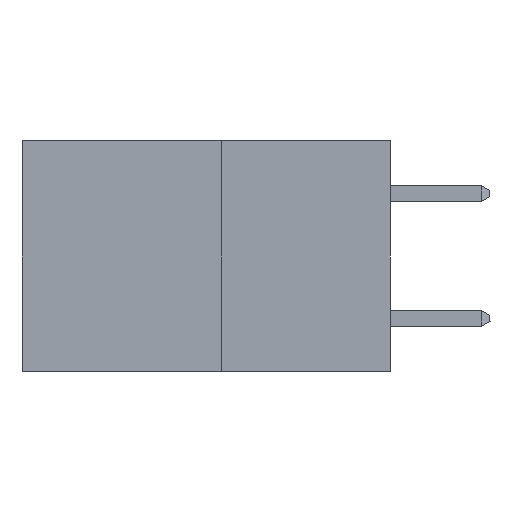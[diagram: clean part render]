
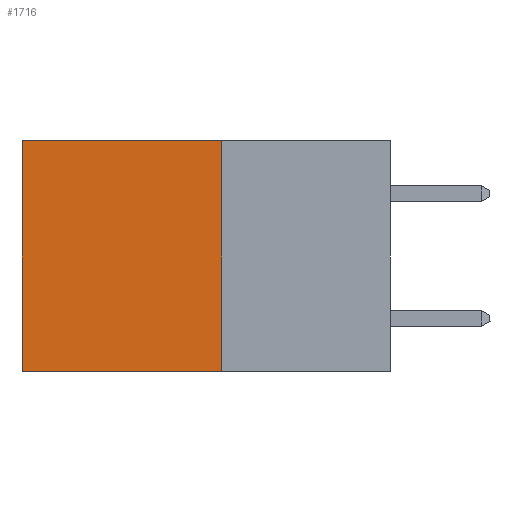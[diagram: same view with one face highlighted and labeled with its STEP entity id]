
A CAD part, left-side view. The second image highlights one B-rep face of the part: STEP entity #1716.
In plain terms, the highlighted planar face has unit normal (-1, 0, 0).
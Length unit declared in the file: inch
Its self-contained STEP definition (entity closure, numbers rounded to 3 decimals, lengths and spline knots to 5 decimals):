
#389 = VERTEX_POINT ( 'NONE', #19981 ) ;
#782 = PLANE ( 'NONE',  #33255 ) ;
#1716 = ADVANCED_FACE ( 'NONE', ( #23837 ), #782, .F. ) ;
#2385 = VERTEX_POINT ( 'NONE', #11794 ) ;
#4672 = CARTESIAN_POINT ( 'NONE',  ( 0.277, 0.59, -0.37 ) ) ;
#4800 = VERTEX_POINT ( 'NONE', #10673 ) ;
#7954 = EDGE_CURVE ( 'NONE', #2385, #4800, #24681, .T. ) ;
#8283 = DIRECTION ( 'NONE',  ( 0., 1., 0. ) ) ;
#8359 = CARTESIAN_POINT ( 'NONE',  ( 0.277, 0.27, 0. ) ) ;
#9748 = EDGE_CURVE ( 'NONE', #389, #22981, #30660, .T. ) ;
#10001 = LINE ( 'NONE', #33545, #32094 ) ;
#10673 = CARTESIAN_POINT ( 'NONE',  ( 0.277, 0.59, 0. ) ) ;
#11794 = CARTESIAN_POINT ( 'NONE',  ( 0.277, 0.27, 0. ) ) ;
#11908 = CARTESIAN_POINT ( 'NONE',  ( 0.277, 0.27, -0.37 ) ) ;
#11951 = DIRECTION ( 'NONE',  ( 1., 0., 0. ) ) ;
#12088 = DIRECTION ( 'NONE',  ( 0., 0., -1. ) ) ;
#13258 = EDGE_LOOP ( 'NONE', ( #13847, #14044, #25262, #20639 ) ) ;
#13847 = ORIENTED_EDGE ( 'NONE', *, *, #31498, .T. ) ;
#14044 = ORIENTED_EDGE ( 'NONE', *, *, #9748, .F. ) ;
#16571 = CARTESIAN_POINT ( 'NONE',  ( 0.277, 0.27, -0.37 ) ) ;
#18179 = LINE ( 'NONE', #22329, #24358 ) ;
#19981 = CARTESIAN_POINT ( 'NONE',  ( 0.277, 0.27, -0.37 ) ) ;
#20570 = DIRECTION ( 'NONE',  ( 0., 0., -1. ) ) ;
#20639 = ORIENTED_EDGE ( 'NONE', *, *, #7954, .T. ) ;
#22329 = CARTESIAN_POINT ( 'NONE',  ( 0.277, 0.27, -0.37 ) ) ;
#22981 = VERTEX_POINT ( 'NONE', #4672 ) ;
#23733 = VECTOR ( 'NONE', #32242, 39.37008 ) ;
#23837 = FACE_OUTER_BOUND ( 'NONE', #13258, .T. ) ;
#24358 = VECTOR ( 'NONE', #32798, 39.37008 ) ;
#24681 = LINE ( 'NONE', #8359, #31594 ) ;
#25262 = ORIENTED_EDGE ( 'NONE', *, *, #28396, .F. ) ;
#28396 = EDGE_CURVE ( 'NONE', #2385, #389, #18179, .T. ) ;
#30660 = LINE ( 'NONE', #16571, #23733 ) ;
#31498 = EDGE_CURVE ( 'NONE', #4800, #22981, #10001, .T. ) ;
#31594 = VECTOR ( 'NONE', #8283, 39.37008 ) ;
#32094 = VECTOR ( 'NONE', #20570, 39.37008 ) ;
#32242 = DIRECTION ( 'NONE',  ( 0., 1., 0. ) ) ;
#32798 = DIRECTION ( 'NONE',  ( 0., 0., -1. ) ) ;
#33255 = AXIS2_PLACEMENT_3D ( 'NONE', #11908, #11951, #12088 ) ;
#33545 = CARTESIAN_POINT ( 'NONE',  ( 0.277, 0.59, -0.37 ) ) ;
